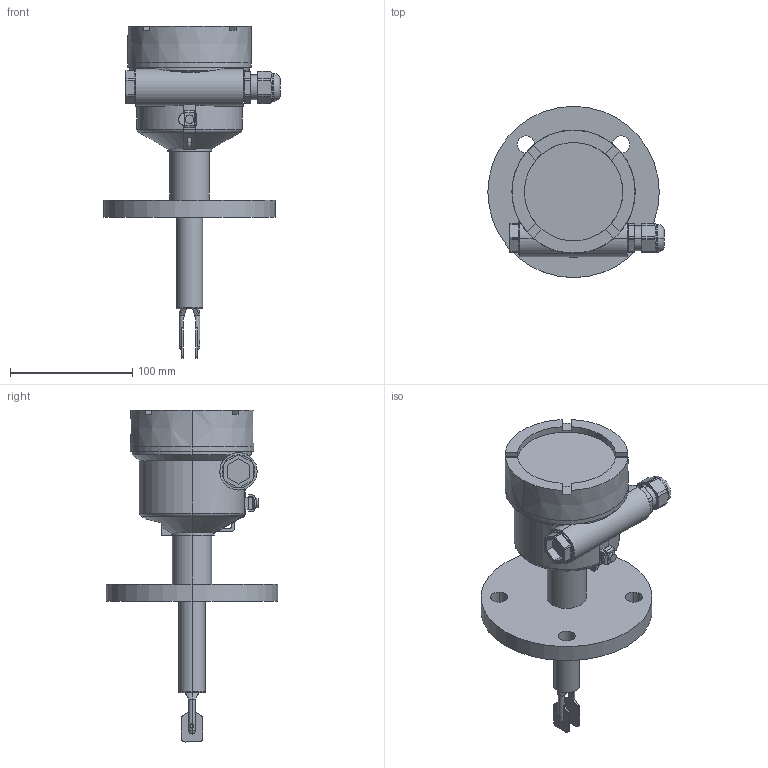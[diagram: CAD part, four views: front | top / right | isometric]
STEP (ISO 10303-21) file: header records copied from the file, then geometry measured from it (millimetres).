
FILE_DESCRIPTION((''),'2;1');
FILE_NAME('CAD-8785','2023-08-28T09:09:40',('creinig-se'),(''),'CREO PARAMETRIC BY PTC INC, 2022284','CREO PARAMETRIC BY PTC INC, 2022284','');
FILE_SCHEMA(('CONFIG_CONTROL_DESIGN','SHAPE_APPEARANCE_LAYERS_GROUPS'));
Length unit declared in the file: millimetre
Products named in the file (1): CAD-8785
Bounding box: 144 x 140 x 271.3 mm (x, y, z)
Volume: 919623.6 mm3; surface area: 98878.7 mm2
Topology: 1 solids, 1 shells, 243 faces, 644 edges, 413 vertices
Faces by surface type: plane 132, cylinder 79, cone 16, torus 8, sphere 8
Entity records: 11058 total; most frequent: CARTESIAN_POINT 1657, DIRECTION 1285, ORIENTED_EDGE 1280, PRESENTATION_STYLE_ASSIGNMENT 749, STYLED_ITEM 641, CURVE_STYLE 640, EDGE_CURVE 640, AXIS2_PLACEMENT_3D 467
